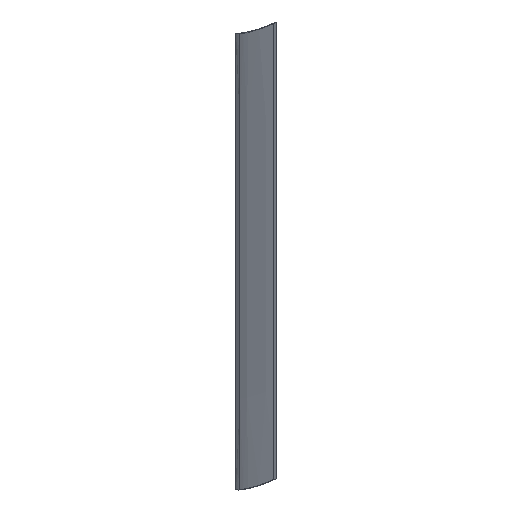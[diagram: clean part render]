
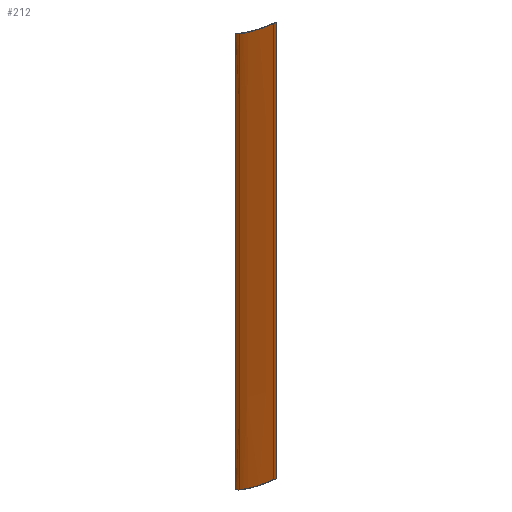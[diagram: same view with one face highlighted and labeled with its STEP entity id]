
A CAD part, isometric view. The second image highlights one B-rep face of the part: STEP entity #212.
In plain terms, the highlighted face is a extrusion surface.
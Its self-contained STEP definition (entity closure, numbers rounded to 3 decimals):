
#149=CARTESIAN_POINT('Vertex',(106.776,-51.763,1398.)) ;
#152=CARTESIAN_POINT('Line Origine',(106.776,-51.763,699.)) ;
#156=CARTESIAN_POINT('Vertex',(106.776,-51.763,0.)) ;
#172=CARTESIAN_POINT('Control Point',(106.776,-51.763,0.)) ;
#173=CARTESIAN_POINT('Control Point',(71.345,-47.65,0.)) ;
#174=CARTESIAN_POINT('Control Point',(41.381,-40.683,0.)) ;
#175=CARTESIAN_POINT('Control Point',(18.106,-31.426,0.)) ;
#176=CARTESIAN_POINT('Control Point',(3.221,-21.219,0.)) ;
#177=CARTESIAN_POINT('Control Point',(0.404,-12.29,0.)) ;
#182=CARTESIAN_POINT('Control Point',(106.776,-51.763,1398.)) ;
#183=CARTESIAN_POINT('Control Point',(71.345,-47.65,1398.)) ;
#184=CARTESIAN_POINT('Control Point',(41.381,-40.683,1398.)) ;
#185=CARTESIAN_POINT('Control Point',(18.106,-31.426,1398.)) ;
#186=CARTESIAN_POINT('Control Point',(3.221,-21.219,1398.)) ;
#187=CARTESIAN_POINT('Control Point',(0.404,-12.29,1398.)) ;
#188=CARTESIAN_POINT('Vertex',(0.404,-12.29,1398.)) ;
#191=CARTESIAN_POINT('Line Origine',(0.404,-12.29,699.)) ;
#195=CARTESIAN_POINT('Vertex',(0.404,-12.29,0.)) ;
#199=CARTESIAN_POINT('Control Point',(106.776,-51.763,0.)) ;
#200=CARTESIAN_POINT('Control Point',(71.345,-47.65,0.)) ;
#201=CARTESIAN_POINT('Control Point',(41.381,-40.683,0.)) ;
#202=CARTESIAN_POINT('Control Point',(18.106,-31.426,0.)) ;
#203=CARTESIAN_POINT('Control Point',(3.221,-21.219,0.)) ;
#204=CARTESIAN_POINT('Control Point',(0.404,-12.29,0.)) ;
#154=VECTOR('Line Direction',#153,1.) ;
#179=VECTOR('Extrusion Surface Vector',#178,1.) ;
#193=VECTOR('Line Direction',#192,1.) ;
#153=DIRECTION('Vector Direction',(0.,0.,1.)) ;
#178=DIRECTION('Vector Direction',(0.,0.,1.)) ;
#192=DIRECTION('Vector Direction',(0.,0.,1.)) ;
#155=LINE('Line',#152,#154) ;
#194=LINE('Line',#191,#193) ;
#158=EDGE_CURVE('',#157,#150,#155,.T.) ;
#190=EDGE_CURVE('',#150,#189,#181,.T.) ;
#197=EDGE_CURVE('',#196,#189,#194,.T.) ;
#205=EDGE_CURVE('',#157,#196,#198,.T.) ;
#207=ORIENTED_EDGE('',*,*,#190,.T.) ;
#208=ORIENTED_EDGE('',*,*,#197,.F.) ;
#209=ORIENTED_EDGE('',*,*,#205,.F.) ;
#210=ORIENTED_EDGE('',*,*,#158,.T.) ;
#206=EDGE_LOOP('',(#207,#208,#209,#210)) ;
#150=VERTEX_POINT('',#149) ;
#157=VERTEX_POINT('',#156) ;
#189=VERTEX_POINT('',#188) ;
#196=VERTEX_POINT('',#195) ;
#212=ADVANCED_FACE('PartBody',(#211),#180,.F.) ;
#171=B_SPLINE_CURVE_WITH_KNOTS('',5,(#172,#173,#174,#175,#176,#177),.UNSPECIFIED.,.F.,.U.,(6,6),(0.,118.892),.UNSPECIFIED.) ;
#181=B_SPLINE_CURVE_WITH_KNOTS('',5,(#182,#183,#184,#185,#186,#187),.UNSPECIFIED.,.F.,.U.,(6,6),(500000.632,500000.98),.UNSPECIFIED.) ;
#198=B_SPLINE_CURVE_WITH_KNOTS('',5,(#199,#200,#201,#202,#203,#204),.UNSPECIFIED.,.F.,.U.,(6,6),(500000.632,500000.98),.UNSPECIFIED.) ;
#211=FACE_OUTER_BOUND('',#206,.T.) ;
#180=SURFACE_OF_LINEAR_EXTRUSION('generated tabulated cylinder',#171,#179) ;
